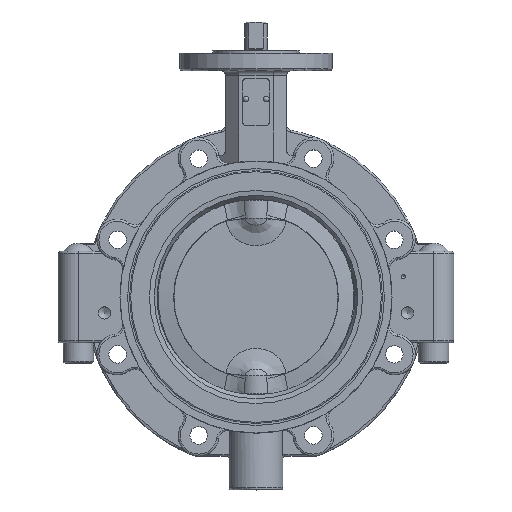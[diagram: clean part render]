
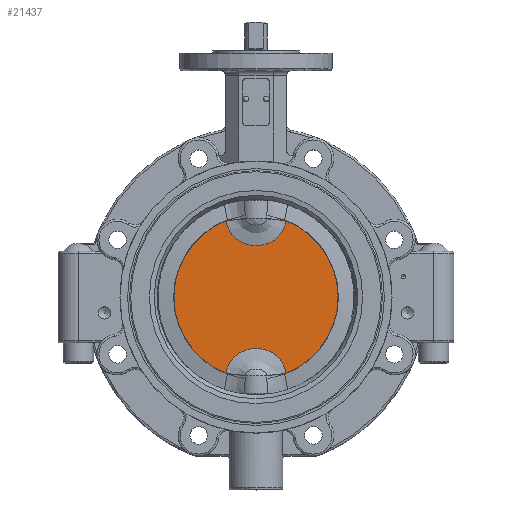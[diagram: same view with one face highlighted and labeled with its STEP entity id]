
A CAD part, top view. The second image highlights one B-rep face of the part: STEP entity #21437.
In plain terms, the highlighted planar face has unit normal (0, 0, 1).
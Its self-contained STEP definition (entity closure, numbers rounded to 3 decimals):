
#1434=B_SPLINE_CURVE_WITH_KNOTS('',3,(#51603,#51604,#51605,#51606,#51607,
#51608,#51609,#51610,#51611,#51612,#51613),.UNSPECIFIED.,.F.,.F.,(4,1,1,
1,1,1,1,1,4),(-8.611,-7.414,-6.965,-6.217,
-5.02,-3.823,-2.627,-1.43,
-0.233),.UNSPECIFIED.);
#1439=B_SPLINE_CURVE_WITH_KNOTS('',3,(#51665,#51666,#51667,#51668,#51669,
#51670,#51671,#51672,#51673,#51674,#51675),.UNSPECIFIED.,.F.,.F.,(4,1,1,
1,1,1,1,1,4),(-8.611,-7.414,-6.965,-6.217,
-5.02,-3.823,-2.627,-1.43,
-0.233),.UNSPECIFIED.);
#4473=PLANE('',#22806);
#5747=FACE_OUTER_BOUND('',#7077,.T.);
#7077=EDGE_LOOP('',(#18394,#18395,#18396,#18397));
#7875=CIRCLE('',#22805,80.825);
#7876=CIRCLE('',#22807,80.825);
#9810=VERTEX_POINT('',#51454);
#9815=VERTEX_POINT('',#51543);
#9822=VERTEX_POINT('',#51656);
#9823=VERTEX_POINT('',#51664);
#12716=EDGE_CURVE('',#9815,#9810,#1434,.T.);
#12725=EDGE_CURVE('',#9810,#9822,#7875,.T.);
#12726=EDGE_CURVE('',#9822,#9823,#1439,.T.);
#12727=EDGE_CURVE('',#9823,#9815,#7876,.T.);
#18394=ORIENTED_EDGE('',*,*,#12726,.F.);
#18395=ORIENTED_EDGE('',*,*,#12725,.F.);
#18396=ORIENTED_EDGE('',*,*,#12716,.F.);
#18397=ORIENTED_EDGE('',*,*,#12727,.F.);
#21437=ADVANCED_FACE('',(#5747),#4473,.T.);
#22805=AXIS2_PLACEMENT_3D('',#51662,#26647,#26648);
#22806=AXIS2_PLACEMENT_3D('',#51663,#26649,#26650);
#22807=AXIS2_PLACEMENT_3D('',#51676,#26651,#26652);
#26647=DIRECTION('center_axis',(0.,0.,
-1.));
#26648=DIRECTION('ref_axis',(-1.,0.,0.));
#26649=DIRECTION('center_axis',(0.,0.,
1.));
#26650=DIRECTION('ref_axis',(0.,1.,0.));
#26651=DIRECTION('center_axis',(0.,0.,
-1.));
#26652=DIRECTION('ref_axis',(1.,0.,0.));
#51454=CARTESIAN_POINT('',(-29.324,-72.818,6.));
#51543=CARTESIAN_POINT('',(29.324,-72.818,6.));
#51603=CARTESIAN_POINT('Ctrl Pts',(29.324,-72.818,6.));
#51604=CARTESIAN_POINT('Ctrl Pts',(28.955,-68.827,6.));
#51605=CARTESIAN_POINT('Ctrl Pts',(27.128,-63.494,6.));
#51606=CARTESIAN_POINT('Ctrl Pts',(22.281,-57.054,6.));
#51607=CARTESIAN_POINT('Ctrl Pts',(16.097,-51.793,6.));
#51608=CARTESIAN_POINT('Ctrl Pts',(6.112,-47.956,6.));
#51609=CARTESIAN_POINT('Ctrl Pts',(-6.076,-47.949,6.));
#51610=CARTESIAN_POINT('Ctrl Pts',(-17.497,-52.322,
6.));
#51611=CARTESIAN_POINT('Ctrl Pts',(-26.268,-61.002,6.));
#51612=CARTESIAN_POINT('Ctrl Pts',(-28.955,-68.818,
6.));
#51613=CARTESIAN_POINT('Ctrl Pts',(-29.324,-72.818,
6.));
#51656=CARTESIAN_POINT('',(-29.324,77.818,6.));
#51662=CARTESIAN_POINT('Origin',(0.,2.5,6.));
#51663=CARTESIAN_POINT('Origin',(-40.5,2.5,6.));
#51664=CARTESIAN_POINT('',(29.324,77.818,6.));
#51665=CARTESIAN_POINT('Ctrl Pts',(-29.324,77.818,6.));
#51666=CARTESIAN_POINT('Ctrl Pts',(-28.955,73.827,6.));
#51667=CARTESIAN_POINT('Ctrl Pts',(-27.128,68.494,6.));
#51668=CARTESIAN_POINT('Ctrl Pts',(-22.281,62.054,6.));
#51669=CARTESIAN_POINT('Ctrl Pts',(-16.096,56.793,6.));
#51670=CARTESIAN_POINT('Ctrl Pts',(-6.112,52.956,6.));
#51671=CARTESIAN_POINT('Ctrl Pts',(6.076,52.949,6.));
#51672=CARTESIAN_POINT('Ctrl Pts',(17.497,57.322,6.));
#51673=CARTESIAN_POINT('Ctrl Pts',(26.268,66.002,6.));
#51674=CARTESIAN_POINT('Ctrl Pts',(28.955,73.818,6.));
#51675=CARTESIAN_POINT('Ctrl Pts',(29.324,77.818,6.));
#51676=CARTESIAN_POINT('Origin',(0.,2.5,6.));
